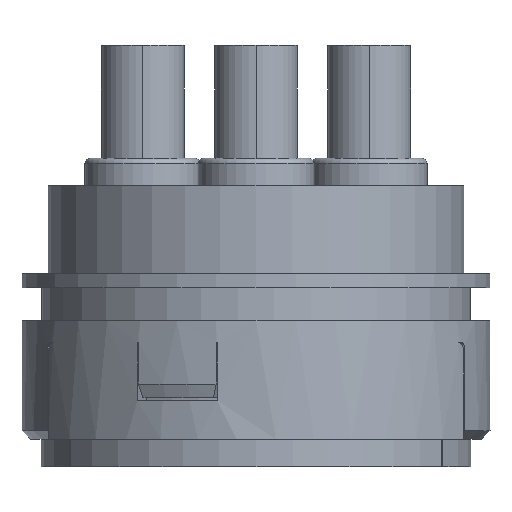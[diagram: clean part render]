
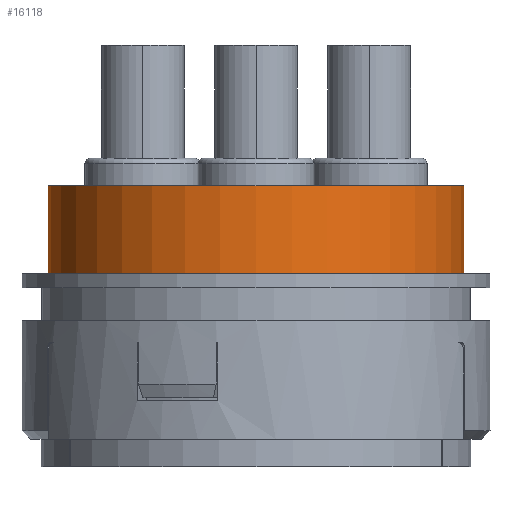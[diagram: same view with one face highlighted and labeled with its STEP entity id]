
A CAD part, front view. The second image highlights one B-rep face of the part: STEP entity #16118.
In plain terms, the highlighted cylindrical face has radius 7.55 mm (diameter 15.1 mm), a partial arc.
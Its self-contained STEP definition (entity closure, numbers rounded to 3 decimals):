
#1818=CARTESIAN_POINT('',(0.,0.,2.5));
#1819=DIRECTION('',(0.,0.,-1.));
#1820=DIRECTION('',(1.,0.,0.));
#1821=AXIS2_PLACEMENT_3D('',#1818,#1819,#1820);
#1823=DIRECTION('',(0.,0.,1.));
#1824=VECTOR('',#1823,3.2);
#1825=CARTESIAN_POINT('',(7.55,0.,2.5));
#1826=LINE('',#1825,#1824);
#1827=DIRECTION('',(0.,0.,1.));
#1828=VECTOR('',#1827,3.2);
#1829=CARTESIAN_POINT('',(-7.55,0.,2.5));
#1830=LINE('',#1829,#1828);
#1841=CARTESIAN_POINT('',(0.,0.,5.7));
#1842=DIRECTION('',(0.,0.,-1.));
#1843=DIRECTION('',(1.,0.,0.));
#1844=AXIS2_PLACEMENT_3D('',#1841,#1842,#1843);
#12824=CARTESIAN_POINT('',(7.55,0.,2.5));
#12825=CARTESIAN_POINT('',(7.55,0.,5.7));
#12826=VERTEX_POINT('',#12824);
#12827=VERTEX_POINT('',#12825);
#12828=CARTESIAN_POINT('',(-7.55,0.,2.5));
#12829=CARTESIAN_POINT('',(-7.55,0.,5.7));
#12830=VERTEX_POINT('',#12828);
#12831=VERTEX_POINT('',#12829);
#16104=CARTESIAN_POINT('',(0.,0.,6.21));
#16105=DIRECTION('',(0.,0.,-1.));
#16106=DIRECTION('',(-1.,0.,0.));
#16107=AXIS2_PLACEMENT_3D('',#16104,#16105,#16106);
#16108=CYLINDRICAL_SURFACE('',#16107,7.55);
#16110=ORIENTED_EDGE('',*,*,#16109,.F.);
#16111=ORIENTED_EDGE('',*,*,#16005,.T.);
#16113=ORIENTED_EDGE('',*,*,#16112,.T.);
#16115=ORIENTED_EDGE('',*,*,#16114,.F.);
#16116=EDGE_LOOP('',(#16110,#16111,#16113,#16115));
#16117=FACE_OUTER_BOUND('',#16116,.F.);
#1822=CIRCLE('',#1821,7.55);
#1845=CIRCLE('',#1844,7.55);
#16005=EDGE_CURVE('',#12826,#12830,#1822,.T.);
#16109=EDGE_CURVE('',#12826,#12827,#1826,.T.);
#16112=EDGE_CURVE('',#12830,#12831,#1830,.T.);
#16114=EDGE_CURVE('',#12827,#12831,#1845,.T.);
#16118=ADVANCED_FACE('',(#16117),#16108,.T.);
